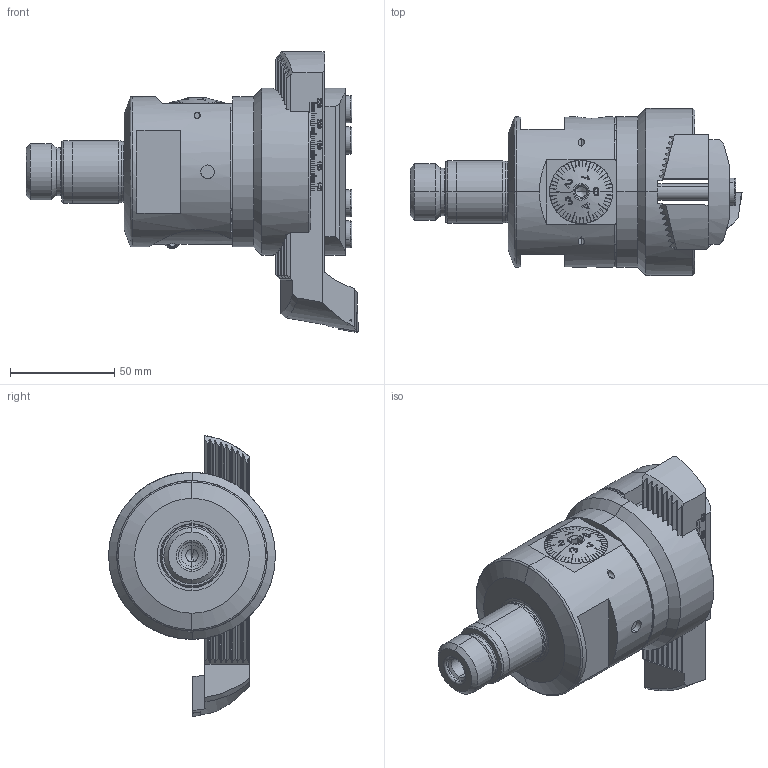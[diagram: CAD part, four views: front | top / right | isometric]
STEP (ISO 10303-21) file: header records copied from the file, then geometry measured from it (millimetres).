
FILE_DESCRIPTION (( 'STEP AP203' ), '1' );
FILE_NAME ('257.550.000C.STEP', '2018-02-28T09:36:27', ( 'SWIAdmin' ), ( 'Hewlett-Packard Company' ), 'SwSTEP 2.0', 'SolidWorks 2017', '' );
FILE_SCHEMA (( 'CONFIG_CONTROL_DESIGN' ));
Length unit declared in the file: millimetre
Products named in the file (22): F00-WCB.136.002_A; KU1-U10.001.010; A55-BG3.002.016_A; F00-ER1.101.045_A; ISO 4762 M6 x 35; A55-BG2.001.000_B; 257.550.000C; F00-BG5.001.037_A; DIN 3771 - 24x1.5; F00-WCB.136.001_C; ISO 2338 - 3 h8 x 6; WCB-ER2.001.009_A; ISO 4762 M8 x 60; CCMT09T304; F00-BG6.001.008_A; CA5-F00.K10.112_A; F00-WCB.136.001; KU1-U10.001.010_1; F00-BG1.001.046_A; F00-WCB.136.003_A; KU1-U10.001.010_2; F72-BG3.003.013_A
Assembly tree (30 placements, depth 3):
  257.550.000C
    CA5-F00.K10.112_A
    F00-BG1.001.046_A
    F72-BG3.003.013_A
    A55-BG3.002.016_A
    A55-BG2.001.000_B
    DIN 3771 - 24x1.5
    ISO 2338 - 3 h8 x 6  x3
    ISO 4762 M8 x 60
    F00-BG6.001.008_A  x2
    KU1-U10.001.010
      KU1-U10.001.010_1
      KU1-U10.001.010_2
    ISO 4762 M6 x 35  x4
    F00-BG5.001.037_A
    F00-WCB.136.001
      F00-WCB.136.001_C
      WCB-ER2.001.009_A
      CCMT09T304
    F00-WCB.136.003_A
    F00-WCB.136.002_A
    F00-ER1.101.045_A  x4
Bounding box: 159.03 x 80 x 134.57 mm (x, y, z)
Volume: 455574.1 mm3; surface area: 122648.8 mm2
Topology: 28 solids, 28 shells, 1595 faces, 4012 edges, 2542 vertices
Faces by surface type: plane 819, cylinder 271, cone 237, bspline 181, torus 81, sphere 6
Entity records: 56556 total; most frequent: CARTESIAN_POINT 22156, ORIENTED_EDGE 7152, DIRECTION 5663, EDGE_CURVE 3576, VERTEX_POINT 2314, AXIS2_PLACEMENT_3D 1964, VECTOR 1735, LINE 1735
